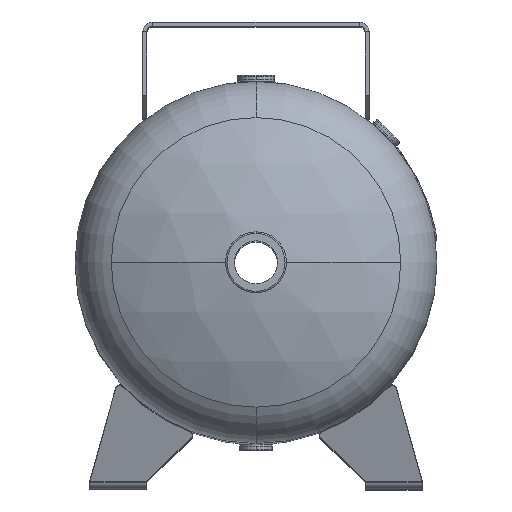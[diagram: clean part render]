
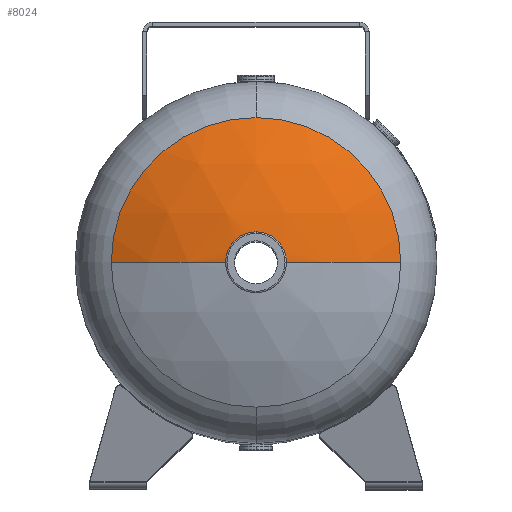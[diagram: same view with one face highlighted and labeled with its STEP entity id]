
A CAD part, top view. The second image highlights one B-rep face of the part: STEP entity #8024.
In plain terms, the highlighted spherical face has radius 365.76 mm.
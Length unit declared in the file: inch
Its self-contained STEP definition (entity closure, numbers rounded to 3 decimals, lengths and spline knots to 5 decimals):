
#376 = ORIENTED_EDGE ( 'NONE', *, *, #8583, .T. ) ;
#377 = ORIENTED_EDGE ( 'NONE', *, *, #8606, .F. ) ;
#378 = ORIENTED_EDGE ( 'NONE', *, *, #8641, .F. ) ;
#1238 = CARTESIAN_POINT ( 'NONE',  ( -1.22125, 0., 18.94812 ) ) ;
#1245 = CARTESIAN_POINT ( 'NONE',  ( 1.22125, 0., 18.94812 ) ) ;
#1248 = CARTESIAN_POINT ( 'NONE',  ( 0., 6.4, 17.49961 ) ) ;
#1249 = CARTESIAN_POINT ( 'NONE',  ( 6.4, 0., 17.49961 ) ) ;
#1251 = CARTESIAN_POINT ( 'NONE',  ( -6.4, 0., 17.49961 ) ) ;
#2622 = CARTESIAN_POINT ( 'NONE',  ( 0., 0., 17.49961 ) ) ;
#2623 = DIRECTION ( 'NONE',  ( 0., 0., -1. ) ) ;
#2624 = DIRECTION ( 'NONE',  ( 0., 1., 0. ) ) ;
#3238 = CIRCLE ( 'NONE', #3246, 6.4 ) ;
#3239 = CIRCLE ( 'NONE', #3241, 14.4 ) ;
#3241 = AXIS2_PLACEMENT_3D ( 'NONE', #5865, #5866, #5867 ) ;
#3246 = AXIS2_PLACEMENT_3D ( 'NONE', #5872, #5873, #5874 ) ;
#3286 = CIRCLE ( 'NONE', #3289, 1.22125 ) ;
#3289 = AXIS2_PLACEMENT_3D ( 'NONE', #6097, #6098, #6099 ) ;
#3294 = CIRCLE ( 'NONE', #3297, 6.4 ) ;
#3297 = AXIS2_PLACEMENT_3D ( 'NONE', #2622, #2623, #2624 ) ;
#5417 = AXIS2_PLACEMENT_3D ( 'NONE', #7294, #7301, #7302 ) ;
#5563 = CARTESIAN_POINT ( 'NONE',  ( 0., 0., 4.6 ) ) ;
#5564 = DIRECTION ( 'NONE',  ( 0., 1., 0. ) ) ;
#5565 = DIRECTION ( 'NONE',  ( 0., 0., 1. ) ) ;
#5865 = CARTESIAN_POINT ( 'NONE',  ( 0., 0., 4.6 ) ) ;
#5866 = DIRECTION ( 'NONE',  ( 0., -1., 0. ) ) ;
#5867 = DIRECTION ( 'NONE',  ( 1., 0., 0. ) ) ;
#5872 = CARTESIAN_POINT ( 'NONE',  ( 0., 0., 17.49961 ) ) ;
#5873 = DIRECTION ( 'NONE',  ( 0., 0., -1. ) ) ;
#5874 = DIRECTION ( 'NONE',  ( 0., 1., 0. ) ) ;
#6097 = CARTESIAN_POINT ( 'NONE',  ( 0., 0., 18.94812 ) ) ;
#6098 = DIRECTION ( 'NONE',  ( 0., 0., 1. ) ) ;
#6099 = DIRECTION ( 'NONE',  ( -1., 0., 0. ) ) ;
#7294 = CARTESIAN_POINT ( 'NONE',  ( 0., 0., 4.6 ) ) ;
#7297 = FACE_OUTER_BOUND ( 'NONE', #12216, .T. ) ;
#7298 = SPHERICAL_SURFACE ( 'NONE', #5417, 14.4 ) ;
#7301 = DIRECTION ( 'NONE',  ( 0., -1., 0. ) ) ;
#7302 = DIRECTION ( 'NONE',  ( 1., 0., 0. ) ) ;
#8024 = ADVANCED_FACE ( 'NONE', ( #7297 ), #7298, .T. ) ;
#8583 = EDGE_CURVE ( 'NONE', #8734, #8741, #11109, .T. ) ;
#8603 = EDGE_CURVE ( 'NONE', #8740, #8743, #3239, .T. ) ;
#8606 = EDGE_CURVE ( 'NONE', #8739, #8741, #3238, .T. ) ;
#8633 = EDGE_CURVE ( 'NONE', #8734, #8740, #3286, .T. ) ;
#8641 = EDGE_CURVE ( 'NONE', #8743, #8739, #3294, .T. ) ;
#8734 = VERTEX_POINT ( 'NONE', #1245 ) ;
#8739 = VERTEX_POINT ( 'NONE', #1248 ) ;
#8740 = VERTEX_POINT ( 'NONE', #1238 ) ;
#8741 = VERTEX_POINT ( 'NONE', #1249 ) ;
#8743 = VERTEX_POINT ( 'NONE', #1251 ) ;
#11109 = CIRCLE ( 'NONE', #11111, 14.4 ) ;
#11111 = AXIS2_PLACEMENT_3D ( 'NONE', #5563, #5564, #5565 ) ;
#11801 = ORIENTED_EDGE ( 'NONE', *, *, #8603, .F. ) ;
#11802 = ORIENTED_EDGE ( 'NONE', *, *, #8633, .F. ) ;
#12216 = EDGE_LOOP ( 'NONE', ( #11801, #11802, #376, #377, #378 ) ) ;
